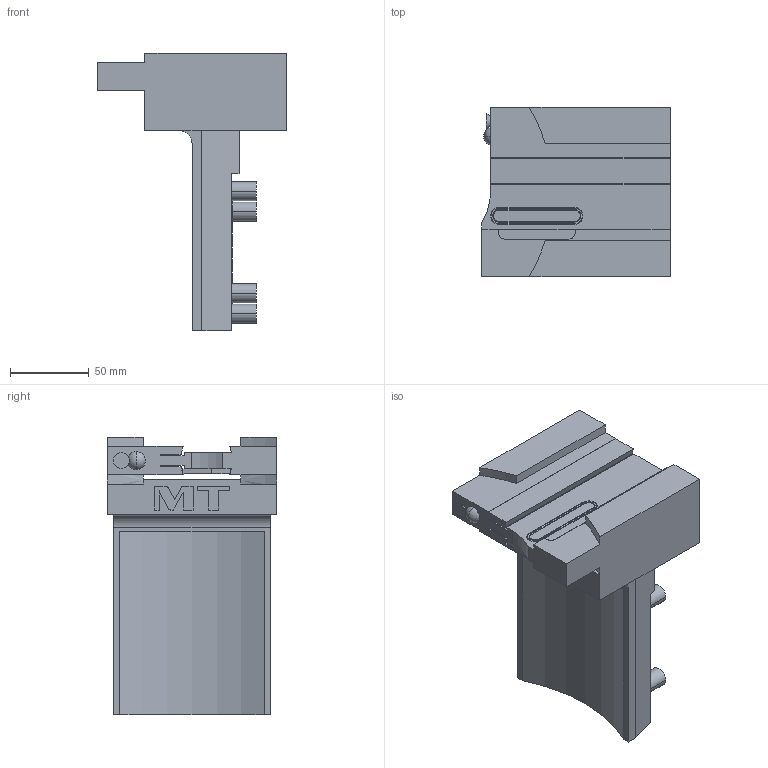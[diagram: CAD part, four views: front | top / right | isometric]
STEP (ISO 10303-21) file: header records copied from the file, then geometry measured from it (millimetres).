
FILE_DESCRIPTION((''),'2;1');
FILE_NAME('OKU1530132_CONF','2023-03-28T14:16:55',('smalpassi'),('M.T. srl'),'CREO PARAMETRIC BY PTC INC, 2021072','CREO PARAMETRIC BY PTC INC, 2021072','');
FILE_SCHEMA(('CONFIG_CONTROL_DESIGN'));
Length unit declared in the file: millimetre
Products named in the file (1): OKU1530132_CONF
Bounding box: 120 x 108 x 177 mm (x, y, z)
Volume: 702733.4 mm3; surface area: 101678.7 mm2
Topology: 1 solids, 1 shells, 169 faces, 451 edges, 293 vertices
Faces by surface type: plane 115, cylinder 33, torus 12, cone 5, sphere 2, extrusion 2
Entity records: 5536 total; most frequent: CARTESIAN_POINT 1211, ORIENTED_EDGE 898, DIRECTION 870, EDGE_CURVE 449, VECTOR 346, LINE 344, VERTEX_POINT 293, AXIS2_PLACEMENT_3D 262
